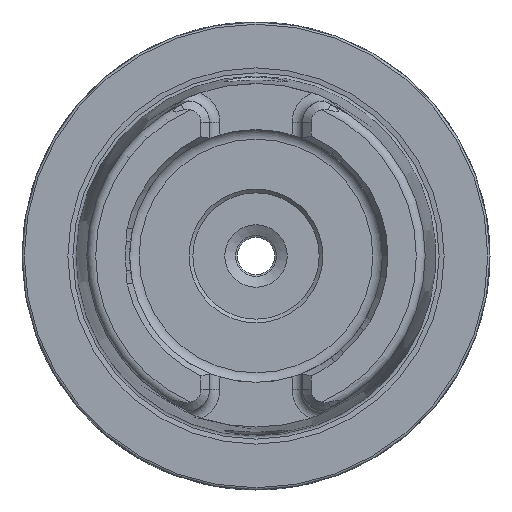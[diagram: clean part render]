
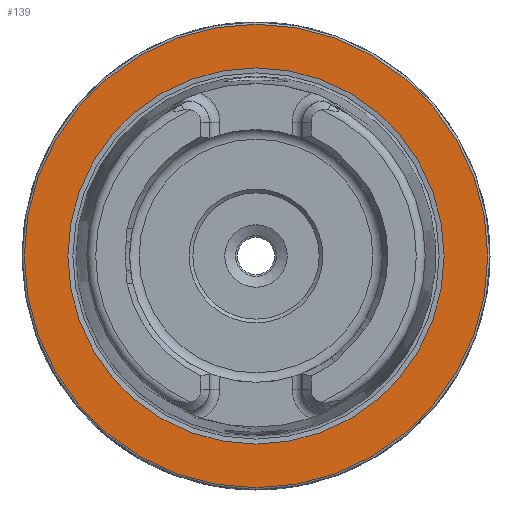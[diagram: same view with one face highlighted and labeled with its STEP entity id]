
A CAD part, left-side view. The second image highlights one B-rep face of the part: STEP entity #139.
In plain terms, the highlighted planar face has unit normal (-1, 0, 0).
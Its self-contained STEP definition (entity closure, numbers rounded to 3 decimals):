
#139 = ADVANCED_FACE ( 'NONE', ( #2799, #5410 ), #5395, .F. ) ;
#163 = DIRECTION ( 'NONE',  ( 0., 0., -1. ) ) ;
#466 = CARTESIAN_POINT ( 'NONE',  ( 0., 0., 25.324 ) ) ;
#693 = EDGE_CURVE ( 'NONE', #3518, #3518, #5353, .T. ) ;
#1023 = DIRECTION ( 'NONE',  ( 1., 0., 0. ) ) ;
#1578 = ORIENTED_EDGE ( 'NONE', *, *, #693, .T. ) ;
#2022 = DIRECTION ( 'NONE',  ( 0., 0., 1. ) ) ;
#2579 = CARTESIAN_POINT ( 'NONE',  ( 0., 0., 31.2 ) ) ;
#2799 = FACE_BOUND ( 'NONE', #4059, .T. ) ;
#3193 = CARTESIAN_POINT ( 'NONE',  ( 0., 31.2, 0. ) ) ;
#3219 = AXIS2_PLACEMENT_3D ( 'NONE', #4213, #4692, #2022 ) ;
#3242 = DIRECTION ( 'NONE',  ( -1., 0., 0. ) ) ;
#3291 = ORIENTED_EDGE ( 'NONE', *, *, #4134, .F. ) ;
#3518 = VERTEX_POINT ( 'NONE', #2579 ) ;
#4059 = EDGE_LOOP ( 'NONE', ( #3291 ) ) ;
#4085 = DIRECTION ( 'NONE',  ( 0., 0., 1. ) ) ;
#4090 = CIRCLE ( 'NONE', #3219, 25.324 ) ;
#4134 = EDGE_CURVE ( 'NONE', #5588, #5588, #4090, .T. ) ;
#4213 = CARTESIAN_POINT ( 'NONE',  ( 0., 0., 0. ) ) ;
#4313 = AXIS2_PLACEMENT_3D ( 'NONE', #3193, #1023, #163 ) ;
#4669 = EDGE_LOOP ( 'NONE', ( #1578 ) ) ;
#4692 = DIRECTION ( 'NONE',  ( -1., 0., 0. ) ) ;
#5063 = AXIS2_PLACEMENT_3D ( 'NONE', #5420, #3242, #4085 ) ;
#5353 = CIRCLE ( 'NONE', #5063, 31.2 ) ;
#5395 = PLANE ( 'NONE',  #4313 ) ;
#5410 = FACE_OUTER_BOUND ( 'NONE', #4669, .T. ) ;
#5420 = CARTESIAN_POINT ( 'NONE',  ( 0., 0., 0. ) ) ;
#5588 = VERTEX_POINT ( 'NONE', #466 ) ;
